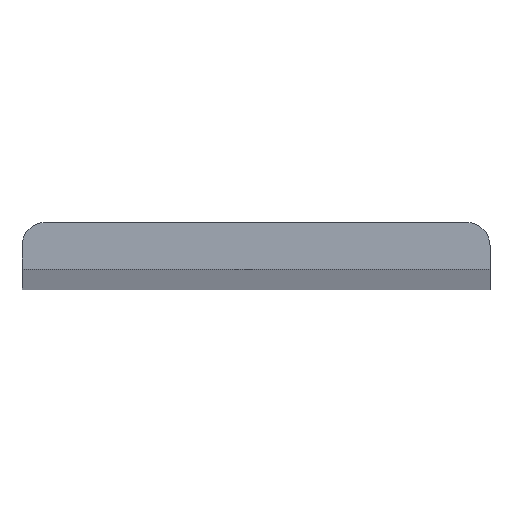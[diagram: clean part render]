
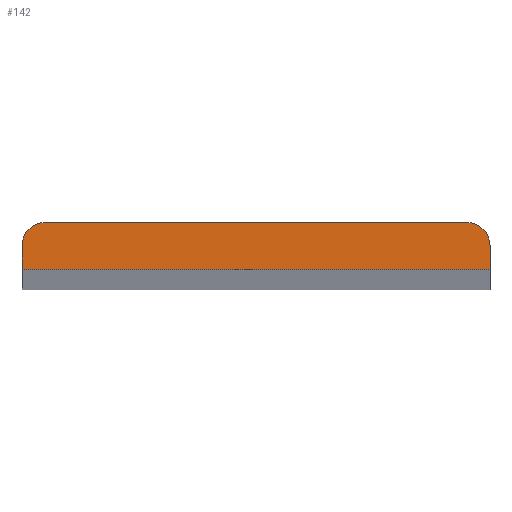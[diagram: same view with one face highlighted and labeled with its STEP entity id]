
A CAD part, top view. The second image highlights one B-rep face of the part: STEP entity #142.
In plain terms, the highlighted planar face has unit normal (0, 0, 1).
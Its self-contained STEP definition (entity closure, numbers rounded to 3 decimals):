
#18=PLANE($,#157);
#26=FACE_OUTER_BOUND($,#34,.T.);
#34=EDGE_LOOP($,(#127,#128,#129,#130,#131,#132));
#39=LINE($,#213,#53);
#45=LINE($,#229,#59);
#46=LINE($,#232,#60);
#48=LINE($,#235,#62);
#53=VECTOR($,#172,36.);
#59=VECTOR($,#188,2.);
#60=VECTOR($,#191,2.);
#62=VECTOR($,#195,40.);
#63=CIRCLE($,#147,2.);
#66=CIRCLE($,#153,2.);
#67=VERTEX_POINT($,#200);
#68=VERTEX_POINT($,#201);
#72=VERTEX_POINT($,#211);
#76=VERTEX_POINT($,#223);
#77=VERTEX_POINT($,#227);
#78=VERTEX_POINT($,#231);
#79=EDGE_CURVE($,#67,#68,#63,.T.);
#85=EDGE_CURVE($,#67,#72,#39,.T.);
#90=EDGE_CURVE($,#76,#72,#66,.T.);
#93=EDGE_CURVE($,#76,#77,#45,.T.);
#94=EDGE_CURVE($,#78,#68,#46,.T.);
#96=EDGE_CURVE($,#77,#78,#48,.T.);
#127=ORIENTED_EDGE($,*,*,#79,.F.);
#128=ORIENTED_EDGE($,*,*,#85,.T.);
#129=ORIENTED_EDGE($,*,*,#90,.F.);
#130=ORIENTED_EDGE($,*,*,#93,.T.);
#131=ORIENTED_EDGE($,*,*,#96,.T.);
#132=ORIENTED_EDGE($,*,*,#94,.T.);
#142=ADVANCED_FACE($,(#26),#18,.T.);
#147=AXIS2_PLACEMENT_3D($,#202,#162,#163);
#153=AXIS2_PLACEMENT_3D($,#224,#182,#183);
#157=AXIS2_PLACEMENT_3D($,#236,#196,#197);
#162=DIRECTION('center_axis',(0.,0.,-1.));
#163=DIRECTION('ref_axis',(0.707,0.707,0.));
#172=DIRECTION($,(-1.,0.,0.));
#182=DIRECTION('center_axis',(0.,0.,-1.));
#183=DIRECTION('ref_axis',(-0.707,0.707,0.));
#188=DIRECTION($,(0.,-1.,0.));
#191=DIRECTION($,(0.,1.,0.));
#195=DIRECTION($,(1.,0.,0.));
#196=DIRECTION('center_axis',(0.,0.,1.));
#197=DIRECTION('ref_axis',(1.,0.,0.));
#200=CARTESIAN_POINT('',(18.,4.,1000.));
#201=CARTESIAN_POINT('',(20.,2.,1000.));
#202=CARTESIAN_POINT('Origin',(18.,2.,1000.));
#211=CARTESIAN_POINT('',(-18.,4.,1000.));
#213=CARTESIAN_POINT($,(20.,4.,1000.));
#223=CARTESIAN_POINT('',(-20.,2.,1000.));
#224=CARTESIAN_POINT('Origin',(-18.,2.,1000.));
#227=CARTESIAN_POINT('',(-20.,0.,1000.));
#229=CARTESIAN_POINT($,(-20.,4.,1000.));
#231=CARTESIAN_POINT('',(20.,0.,1000.));
#232=CARTESIAN_POINT($,(20.,0.,1000.));
#235=CARTESIAN_POINT($,(-20.,0.,1000.));
#236=CARTESIAN_POINT('Origin',(0.,2.,1000.));
